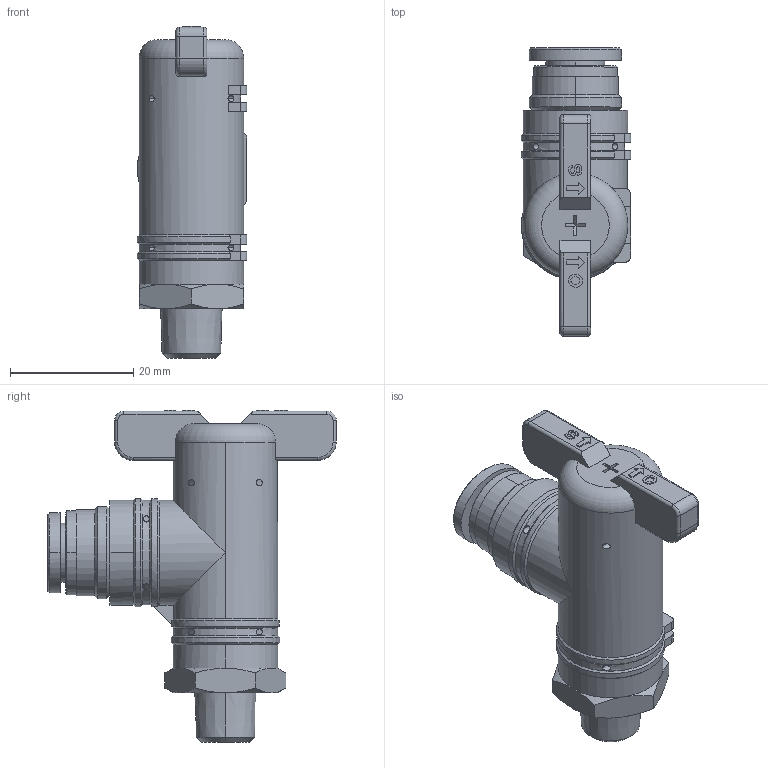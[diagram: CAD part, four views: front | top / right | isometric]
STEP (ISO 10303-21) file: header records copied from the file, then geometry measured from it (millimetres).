
FILE_DESCRIPTION((''),'2;1');
FILE_NAME('GBL200801-mdt.stp','2017-07-10T17:58:11',(''),(''),'Mechanical Desktop 2009','Mechanical Desktop 2009',', , ');
FILE_SCHEMA(('CONFIG_CONTROL_DESIGN'));
Length unit declared in the file: millimetre
Products named in the file (8): GBL200801-MDTA; GBL200801-MDT; BOLT-M3; BC8-20; COLLAR-08C; BC6-20; COLLAR-06C; HA
Assembly tree (8 placements, depth 3):
  GBL200801-MDTA
    GBL200801-MDT
    BOLT-M3
    BC8-20
      COLLAR-08C
    BC6-20  x2
      COLLAR-06C
    HA
Bounding box: 17.8 x 46.85 x 53.95 mm (x, y, z)
Volume: 14649.2 mm3; surface area: 5731.8 mm2
Topology: 1 solids, 4 shells, 740 faces, 2032 edges, 1332 vertices
Faces by surface type: plane 561, cylinder 104, cone 44, bspline 21, torus 10
Entity records: 24945 total; most frequent: CARTESIAN_POINT 6071, ORIENTED_EDGE 4060, DIRECTION 3632, EDGE_CURVE 2030, VECTOR 1642, LINE 1642, VERTEX_POINT 1332, AXIS2_PLACEMENT_3D 995
